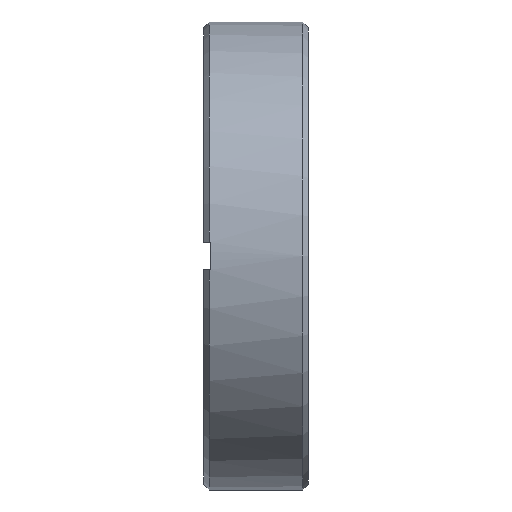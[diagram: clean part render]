
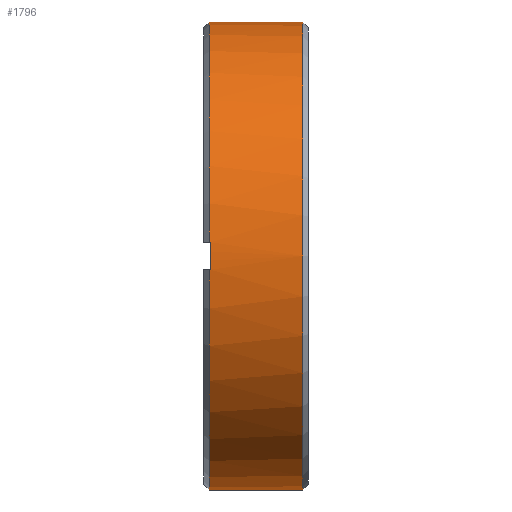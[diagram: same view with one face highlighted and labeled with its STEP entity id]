
A CAD part, left-side view. The second image highlights one B-rep face of the part: STEP entity #1796.
In plain terms, the highlighted cylindrical face has radius 17 mm (diameter 34 mm), a partial arc.
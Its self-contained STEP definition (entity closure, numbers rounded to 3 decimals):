
#1 = CIRCLE ( 'NONE', #293, 17. ) ;
#76 = EDGE_CURVE ( 'NONE', #653, #1349, #369, .T. ) ;
#87 = CARTESIAN_POINT ( 'NONE',  ( -16.971, 7.2, 1. ) ) ;
#102 = EDGE_LOOP ( 'NONE', ( #1305, #433, #1650, #1815, #677, #663, #869, #2013 ) ) ;
#122 = DIRECTION ( 'NONE',  ( 0., -1., 0. ) ) ;
#165 = VECTOR ( 'NONE', #636, 1000. ) ;
#187 = LINE ( 'NONE', #756, #165 ) ;
#199 = CYLINDRICAL_SURFACE ( 'NONE', #1773, 17. ) ;
#223 = FACE_OUTER_BOUND ( 'NONE', #102, .T. ) ;
#262 = VECTOR ( 'NONE', #1099, 1000. ) ;
#266 = CARTESIAN_POINT ( 'NONE',  ( -16.971, 53.835, -1. ) ) ;
#270 = LINE ( 'NONE', #266, #1767 ) ;
#290 = AXIS2_PLACEMENT_3D ( 'NONE', #1896, #1179, #1066 ) ;
#293 = AXIS2_PLACEMENT_3D ( 'NONE', #1869, #1266, #670 ) ;
#311 = CIRCLE ( 'NONE', #1875, 17. ) ;
#338 = DIRECTION ( 'NONE',  ( -1., 0., 0. ) ) ;
#366 = VECTOR ( 'NONE', #2016, 1000. ) ;
#369 = LINE ( 'NONE', #837, #366 ) ;
#416 = VERTEX_POINT ( 'NONE', #87 ) ;
#433 = ORIENTED_EDGE ( 'NONE', *, *, #1248, .T. ) ;
#488 = VERTEX_POINT ( 'NONE', #1177 ) ;
#501 = VERTEX_POINT ( 'NONE', #1032 ) ;
#504 = CARTESIAN_POINT ( 'NONE',  ( 0., 0.4, 17. ) ) ;
#571 = EDGE_CURVE ( 'NONE', #416, #1426, #187, .T. ) ;
#579 = LINE ( 'NONE', #1236, #262 ) ;
#596 = CIRCLE ( 'NONE', #290, 17. ) ;
#636 = DIRECTION ( 'NONE',  ( 0., -1., 0. ) ) ;
#653 = VERTEX_POINT ( 'NONE', #504 ) ;
#663 = ORIENTED_EDGE ( 'NONE', *, *, #1661, .T. ) ;
#670 = DIRECTION ( 'NONE',  ( 0., 0., 1. ) ) ;
#677 = ORIENTED_EDGE ( 'NONE', *, *, #571, .T. ) ;
#740 = CARTESIAN_POINT ( 'NONE',  ( 0., 7.1, 0. ) ) ;
#756 = CARTESIAN_POINT ( 'NONE',  ( -16.971, 53.835, 1. ) ) ;
#803 = EDGE_CURVE ( 'NONE', #1349, #416, #1, .T. ) ;
#837 = CARTESIAN_POINT ( 'NONE',  ( 0., 53.835, 17. ) ) ;
#869 = ORIENTED_EDGE ( 'NONE', *, *, #1288, .F. ) ;
#873 = VERTEX_POINT ( 'NONE', #1263 ) ;
#877 = DIRECTION ( 'NONE',  ( 0., 1., 0. ) ) ;
#928 = CIRCLE ( 'NONE', #1581, 17. ) ;
#1032 = CARTESIAN_POINT ( 'NONE',  ( 0., 0.4, -17. ) ) ;
#1038 = EDGE_CURVE ( 'NONE', #501, #1776, #579, .T. ) ;
#1066 = DIRECTION ( 'NONE',  ( 0., 0., 1. ) ) ;
#1099 = DIRECTION ( 'NONE',  ( 0., 1., 0. ) ) ;
#1177 = CARTESIAN_POINT ( 'NONE',  ( -16.971, 7.1, -1. ) ) ;
#1179 = DIRECTION ( 'NONE',  ( 0., -1., 0. ) ) ;
#1191 = DIRECTION ( 'NONE',  ( 0., -1., 0. ) ) ;
#1236 = CARTESIAN_POINT ( 'NONE',  ( 0., 53.835, -17. ) ) ;
#1248 = EDGE_CURVE ( 'NONE', #501, #653, #311, .T. ) ;
#1250 = CARTESIAN_POINT ( 'NONE',  ( -16.971, 7.1, 1. ) ) ;
#1263 = CARTESIAN_POINT ( 'NONE',  ( -16.971, 7.2, -1. ) ) ;
#1266 = DIRECTION ( 'NONE',  ( 0., -1., 0. ) ) ;
#1288 = EDGE_CURVE ( 'NONE', #873, #488, #270, .T. ) ;
#1305 = ORIENTED_EDGE ( 'NONE', *, *, #1038, .F. ) ;
#1349 = VERTEX_POINT ( 'NONE', #1736 ) ;
#1426 = VERTEX_POINT ( 'NONE', #1250 ) ;
#1581 = AXIS2_PLACEMENT_3D ( 'NONE', #740, #122, #338 ) ;
#1650 = ORIENTED_EDGE ( 'NONE', *, *, #76, .T. ) ;
#1661 = EDGE_CURVE ( 'NONE', #1426, #488, #928, .T. ) ;
#1736 = CARTESIAN_POINT ( 'NONE',  ( 0., 7.2, 17. ) ) ;
#1767 = VECTOR ( 'NONE', #1191, 1000. ) ;
#1773 = AXIS2_PLACEMENT_3D ( 'NONE', #1957, #1894, #1954 ) ;
#1776 = VERTEX_POINT ( 'NONE', #1808 ) ;
#1796 = ADVANCED_FACE ( 'NONE', ( #223 ), #199, .T. ) ;
#1808 = CARTESIAN_POINT ( 'NONE',  ( 0., 7.2, -17. ) ) ;
#1815 = ORIENTED_EDGE ( 'NONE', *, *, #803, .T. ) ;
#1834 = CARTESIAN_POINT ( 'NONE',  ( 0., 0.4, 0. ) ) ;
#1869 = CARTESIAN_POINT ( 'NONE',  ( 0., 7.2, 0. ) ) ;
#1875 = AXIS2_PLACEMENT_3D ( 'NONE', #1834, #877, #2025 ) ;
#1894 = DIRECTION ( 'NONE',  ( 0., 1., 0. ) ) ;
#1896 = CARTESIAN_POINT ( 'NONE',  ( 0., 7.2, 0. ) ) ;
#1954 = DIRECTION ( 'NONE',  ( 0., 0., 1. ) ) ;
#1957 = CARTESIAN_POINT ( 'NONE',  ( 0., 53.835, 0. ) ) ;
#2013 = ORIENTED_EDGE ( 'NONE', *, *, #2071, .T. ) ;
#2016 = DIRECTION ( 'NONE',  ( 0., 1., 0. ) ) ;
#2025 = DIRECTION ( 'NONE',  ( 0., 0., -1. ) ) ;
#2071 = EDGE_CURVE ( 'NONE', #873, #1776, #596, .T. ) ;
